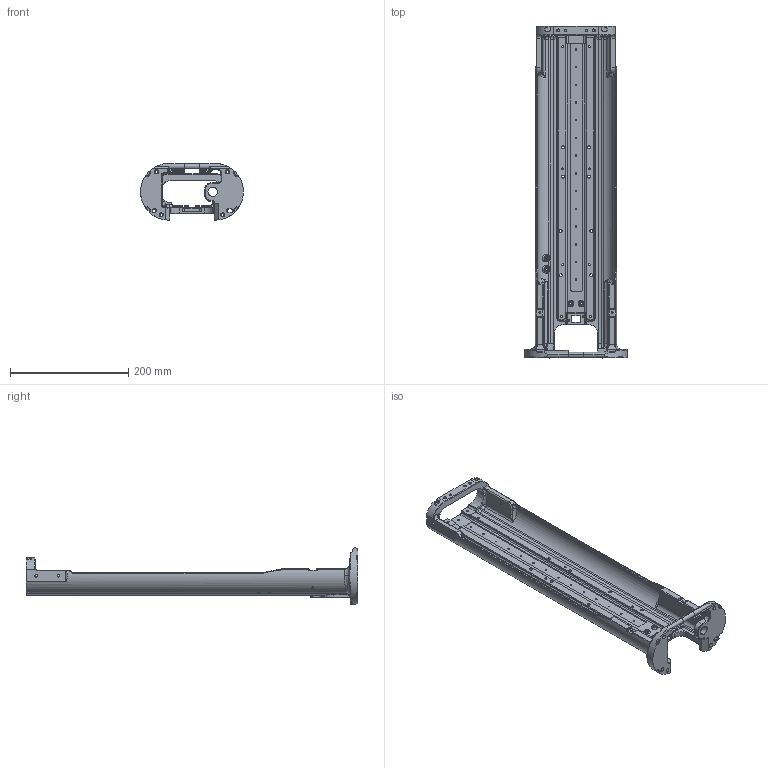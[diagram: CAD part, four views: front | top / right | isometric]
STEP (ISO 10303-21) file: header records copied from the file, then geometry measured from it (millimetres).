
FILE_DESCRIPTION (( 'STEP AP214' ), '1' );
FILE_NAME ('P25168ver49.STEP', '2018-10-04T00:52:49', ( '' ), ( '' ), 'SwSTEP 2.0', 'SolidWorks 2017', '' );
FILE_SCHEMA (( 'AUTOMOTIVE_DESIGN' ));
Length unit declared in the file: millimetre
Products named in the file (1): P25168ver49
Bounding box: 174 x 561.93 x 95.25 mm (x, y, z)
Volume: 721857.1 mm3; surface area: 244525.1 mm2
Topology: 1 solids, 1 shells, 862 faces, 2222 edges, 1341 vertices
Faces by surface type: cylinder 320, plane 206, bspline 178, cone 92, torus 40, sphere 26
Entity records: 36285 total; most frequent: CARTESIAN_POINT 13386, ORIENTED_EDGE 4404, DIRECTION 3795, EDGE_CURVE 2202, AXIS2_PLACEMENT_3D 1472, VERTEX_POINT 1341, EDGE_LOOP 979, ADVANCED_FACE 862
